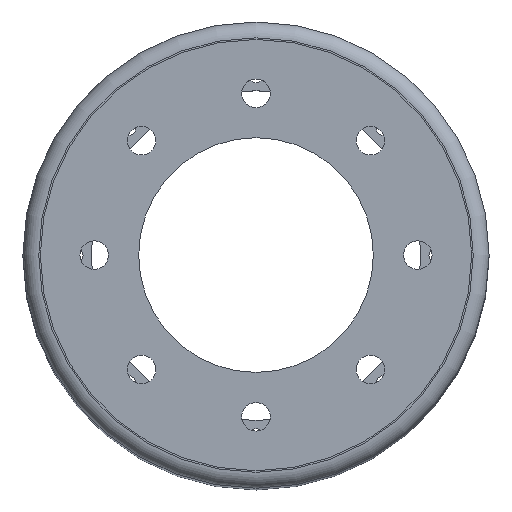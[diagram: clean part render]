
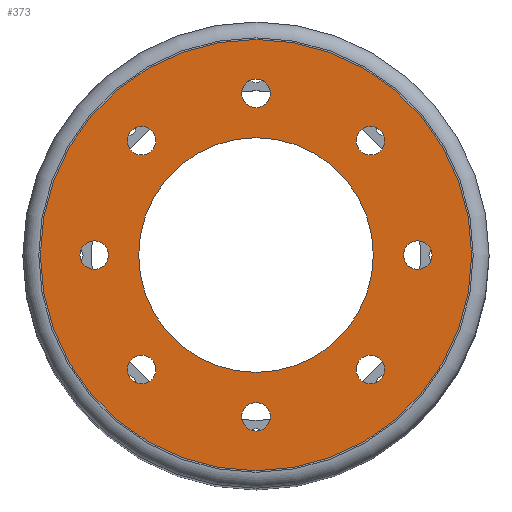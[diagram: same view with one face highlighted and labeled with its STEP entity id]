
A CAD part, top view. The second image highlights one B-rep face of the part: STEP entity #373.
In plain terms, the highlighted planar face has unit normal (0, 0, 1).
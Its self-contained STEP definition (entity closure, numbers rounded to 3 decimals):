
#373=ADVANCED_FACE('',(#799,#801,#803,#805,#807,#809,#811,#813,#815,#817),#819,.T.);
#799=FACE_BOUND('',#800,.T.);
#800=EDGE_LOOP('',(#972));
#801=FACE_BOUND('',#802,.T.);
#802=EDGE_LOOP('',(#973));
#803=FACE_BOUND('',#804,.T.);
#804=EDGE_LOOP('',(#974));
#805=FACE_BOUND('',#806,.T.);
#806=EDGE_LOOP('',(#975));
#807=FACE_BOUND('',#808,.T.);
#808=EDGE_LOOP('',(#976));
#809=FACE_BOUND('',#810,.T.);
#810=EDGE_LOOP('',(#977));
#811=FACE_BOUND('',#812,.T.);
#812=EDGE_LOOP('',(#978));
#813=FACE_BOUND('',#814,.T.);
#814=EDGE_LOOP('',(#979));
#815=FACE_BOUND('',#816,.T.);
#816=EDGE_LOOP('',(#980));
#817=FACE_BOUND('',#818,.T.);
#818=EDGE_LOOP('',(#981));
#819=PLANE('',#820);
#820=AXIS2_PLACEMENT_3D('',#821,#822,#823);
#821=CARTESIAN_POINT('',(0.,0.,-1.));
#822=DIRECTION('',(-0.,-0.,1.));
#823=DIRECTION('',(0.,-1.,0.));
#972=ORIENTED_EDGE('',*,*,#1047,.F.);
#973=ORIENTED_EDGE('',*,*,#1043,.T.);
#974=ORIENTED_EDGE('',*,*,#1042,.T.);
#975=ORIENTED_EDGE('',*,*,#1041,.T.);
#976=ORIENTED_EDGE('',*,*,#1040,.T.);
#977=ORIENTED_EDGE('',*,*,#1039,.T.);
#978=ORIENTED_EDGE('',*,*,#1038,.T.);
#979=ORIENTED_EDGE('',*,*,#1037,.T.);
#980=ORIENTED_EDGE('',*,*,#1046,.T.);
#981=ORIENTED_EDGE('',*,*,#1036,.T.);
#1036=EDGE_CURVE('',#1136,#1136,#1137,.F.);
#1037=EDGE_CURVE('',#1138,#1138,#1139,.F.);
#1038=EDGE_CURVE('',#1140,#1140,#1141,.F.);
#1039=EDGE_CURVE('',#1142,#1142,#1143,.F.);
#1040=EDGE_CURVE('',#1144,#1144,#1145,.F.);
#1041=EDGE_CURVE('',#1146,#1146,#1147,.F.);
#1042=EDGE_CURVE('',#1148,#1148,#1149,.F.);
#1043=EDGE_CURVE('',#1150,#1150,#1151,.F.);
#1046=EDGE_CURVE('',#1156,#1156,#1157,.T.);
#1047=EDGE_CURVE('',#1158,#1158,#1159,.T.);
#1136=VERTEX_POINT('',#1378);
#1137=CIRCLE('',#1379,4.5);
#1138=VERTEX_POINT('',#1383);
#1139=CIRCLE('',#1384,4.5);
#1140=VERTEX_POINT('',#1388);
#1141=CIRCLE('',#1389,4.5);
#1142=VERTEX_POINT('',#1393);
#1143=CIRCLE('',#1394,4.5);
#1144=VERTEX_POINT('',#1398);
#1145=CIRCLE('',#1399,4.5);
#1146=VERTEX_POINT('',#1403);
#1147=CIRCLE('',#1404,4.5);
#1148=VERTEX_POINT('',#1408);
#1149=CIRCLE('',#1409,4.5);
#1150=VERTEX_POINT('',#1413);
#1151=CIRCLE('',#1414,4.5);
#1156=VERTEX_POINT('',#1428);
#1157=CIRCLE('',#1429,37.);
#1158=VERTEX_POINT('',#1433);
#1159=CIRCLE('',#1434,68.);
#1378=CARTESIAN_POINT('',(4.5,51.,-1.));
#1379=AXIS2_PLACEMENT_3D('',#1380,#1381,#1382);
#1380=CARTESIAN_POINT('',(0.,51.,-1.));
#1381=DIRECTION('',(-0.,-0.,1.));
#1382=DIRECTION('',(1.,0.,0.));
#1383=CARTESIAN_POINT('',(39.244,32.88,-1.));
#1384=AXIS2_PLACEMENT_3D('',#1385,#1386,#1387);
#1385=CARTESIAN_POINT('',(36.062,36.062,-1.));
#1386=DIRECTION('',(-0.,-0.,1.));
#1387=DIRECTION('',(0.707,-0.707,0.));
#1388=CARTESIAN_POINT('',(51.,-4.5,-1.));
#1389=AXIS2_PLACEMENT_3D('',#1390,#1391,#1392);
#1390=CARTESIAN_POINT('',(51.,0.,-1.));
#1391=DIRECTION('',(-0.,-0.,1.));
#1392=DIRECTION('',(0.,-1.,0.));
#1393=CARTESIAN_POINT('',(32.88,-39.244,-1.));
#1394=AXIS2_PLACEMENT_3D('',#1395,#1396,#1397);
#1395=CARTESIAN_POINT('',(36.062,-36.062,-1.));
#1396=DIRECTION('',(-0.,-0.,1.));
#1397=DIRECTION('',(-0.707,-0.707,0.));
#1398=CARTESIAN_POINT('',(-4.5,-51.,-1.));
#1399=AXIS2_PLACEMENT_3D('',#1400,#1401,#1402);
#1400=CARTESIAN_POINT('',(0.,-51.,-1.));
#1401=DIRECTION('',(-0.,-0.,1.));
#1402=DIRECTION('',(-1.,-0.,0.));
#1403=CARTESIAN_POINT('',(-39.244,-32.88,-1.));
#1404=AXIS2_PLACEMENT_3D('',#1405,#1406,#1407);
#1405=CARTESIAN_POINT('',(-36.062,-36.062,-1.));
#1406=DIRECTION('',(-0.,-0.,1.));
#1407=DIRECTION('',(-0.707,0.707,-0.));
#1408=CARTESIAN_POINT('',(-51.,4.5,-1.));
#1409=AXIS2_PLACEMENT_3D('',#1410,#1411,#1412);
#1410=CARTESIAN_POINT('',(-51.,0.,-1.));
#1411=DIRECTION('',(-0.,-0.,1.));
#1412=DIRECTION('',(0.,1.,0.));
#1413=CARTESIAN_POINT('',(-32.88,39.244,-1.));
#1414=AXIS2_PLACEMENT_3D('',#1415,#1416,#1417);
#1415=CARTESIAN_POINT('',(-36.062,36.062,-1.));
#1416=DIRECTION('',(-0.,-0.,1.));
#1417=DIRECTION('',(0.707,0.707,0.));
#1428=CARTESIAN_POINT('',(0.,-37.,-1.));
#1429=AXIS2_PLACEMENT_3D('',#1430,#1431,#1432);
#1430=CARTESIAN_POINT('',(0.,0.,-1.));
#1431=DIRECTION('',(0.,0.,-1.));
#1432=DIRECTION('',(0.,-1.,0.));
#1433=CARTESIAN_POINT('',(0.,-68.,-1.));
#1434=AXIS2_PLACEMENT_3D('',#1435,#1436,#1437);
#1435=CARTESIAN_POINT('',(0.,0.,-1.));
#1436=DIRECTION('',(0.,0.,-1.));
#1437=DIRECTION('',(0.,-1.,0.));
